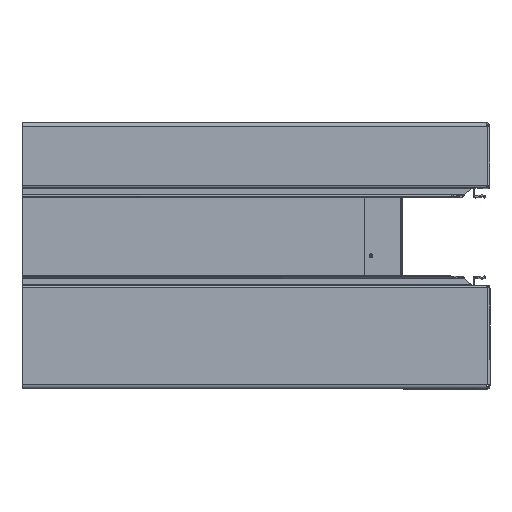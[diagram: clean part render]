
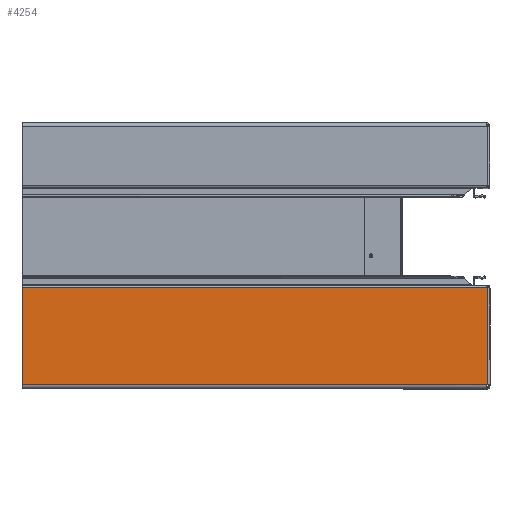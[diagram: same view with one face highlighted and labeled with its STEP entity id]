
A CAD part, top view. The second image highlights one B-rep face of the part: STEP entity #4254.
In plain terms, the highlighted planar face has unit normal (0, 0, 1).
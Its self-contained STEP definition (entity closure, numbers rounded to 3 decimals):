
#51 = VERTEX_POINT ( 'NONE', #3328 ) ;
#257 = LINE ( 'NONE', #3636, #6902 ) ;
#441 = AXIS2_PLACEMENT_3D ( 'NONE', #7532, #5607, #1778 ) ;
#450 = DIRECTION ( 'NONE',  ( 0., -1., 0. ) ) ;
#474 = CARTESIAN_POINT ( 'NONE',  ( 67.625, -40.45, 1.025 ) ) ;
#1041 = ORIENTED_EDGE ( 'NONE', *, *, #6712, .F. ) ;
#1074 = CARTESIAN_POINT ( 'NONE',  ( -299.525, -117., 1.025 ) ) ;
#1129 = PLANE ( 'NONE',  #441 ) ;
#1169 = CARTESIAN_POINT ( 'NONE',  ( -299.525, -40.45, 1.025 ) ) ;
#1190 = DIRECTION ( 'NONE',  ( 1., 0., 0. ) ) ;
#1278 = EDGE_CURVE ( 'NONE', #8317, #4003, #7398, .T. ) ;
#1317 = ORIENTED_EDGE ( 'NONE', *, *, #1632, .T. ) ;
#1331 = FACE_OUTER_BOUND ( 'NONE', #2511, .T. ) ;
#1632 = EDGE_CURVE ( 'NONE', #3516, #1917, #257, .T. ) ;
#1711 = VERTEX_POINT ( 'NONE', #8298 ) ;
#1778 = DIRECTION ( 'NONE',  ( 0., 1., 0. ) ) ;
#1788 = ORIENTED_EDGE ( 'NONE', *, *, #1278, .F. ) ;
#1800 = VECTOR ( 'NONE', #4976, 1000. ) ;
#1917 = VERTEX_POINT ( 'NONE', #3358 ) ;
#2229 = ORIENTED_EDGE ( 'NONE', *, *, #5805, .T. ) ;
#2511 = EDGE_LOOP ( 'NONE', ( #1788, #4939, #1041, #7133, #1317, #2229 ) ) ;
#2667 = CARTESIAN_POINT ( 'NONE',  ( 67.625, -117., 1.025 ) ) ;
#3077 = LINE ( 'NONE', #474, #1800 ) ;
#3328 = CARTESIAN_POINT ( 'NONE',  ( 67.65, -40.45, 1.025 ) ) ;
#3331 = CARTESIAN_POINT ( 'NONE',  ( -299.525, -40.45, 1.025 ) ) ;
#3358 = CARTESIAN_POINT ( 'NONE',  ( -299.525, -117., 1.025 ) ) ;
#3381 = DIRECTION ( 'NONE',  ( 0., 1., 0. ) ) ;
#3516 = VERTEX_POINT ( 'NONE', #3331 ) ;
#3636 = CARTESIAN_POINT ( 'NONE',  ( -299.525, -117., 1.025 ) ) ;
#3752 = EDGE_CURVE ( 'NONE', #3516, #1711, #4743, .T. ) ;
#4003 = VERTEX_POINT ( 'NONE', #5305 ) ;
#4254 = ADVANCED_FACE ( 'NONE', ( #1331 ), #1129, .T. ) ;
#4743 = LINE ( 'NONE', #1169, #8201 ) ;
#4939 = ORIENTED_EDGE ( 'NONE', *, *, #7489, .T. ) ;
#4976 = DIRECTION ( 'NONE',  ( 1., 0., 0. ) ) ;
#5305 = CARTESIAN_POINT ( 'NONE',  ( 67.625, -117., 1.025 ) ) ;
#5607 = DIRECTION ( 'NONE',  ( 0., 0., 1. ) ) ;
#5685 = VECTOR ( 'NONE', #7191, 1000. ) ;
#5805 = EDGE_CURVE ( 'NONE', #1917, #4003, #6638, .T. ) ;
#6614 = VECTOR ( 'NONE', #3381, 1000. ) ;
#6638 = LINE ( 'NONE', #1074, #8165 ) ;
#6712 = EDGE_CURVE ( 'NONE', #1711, #51, #3077, .T. ) ;
#6829 = DIRECTION ( 'NONE',  ( 1., 0., 0. ) ) ;
#6902 = VECTOR ( 'NONE', #450, 1000. ) ;
#7133 = ORIENTED_EDGE ( 'NONE', *, *, #3752, .F. ) ;
#7191 = DIRECTION ( 'NONE',  ( -1., 0., 0. ) ) ;
#7253 = CARTESIAN_POINT ( 'NONE',  ( 67.65, -117., 1.025 ) ) ;
#7398 = LINE ( 'NONE', #2667, #5685 ) ;
#7489 = EDGE_CURVE ( 'NONE', #8317, #51, #8134, .T. ) ;
#7532 = CARTESIAN_POINT ( 'NONE',  ( -299.525, -117., 1.025 ) ) ;
#7583 = CARTESIAN_POINT ( 'NONE',  ( 67.65, -117., 1.025 ) ) ;
#8134 = LINE ( 'NONE', #7253, #6614 ) ;
#8165 = VECTOR ( 'NONE', #6829, 1000. ) ;
#8201 = VECTOR ( 'NONE', #1190, 1000. ) ;
#8298 = CARTESIAN_POINT ( 'NONE',  ( 67.625, -40.45, 1.025 ) ) ;
#8317 = VERTEX_POINT ( 'NONE', #7583 ) ;
